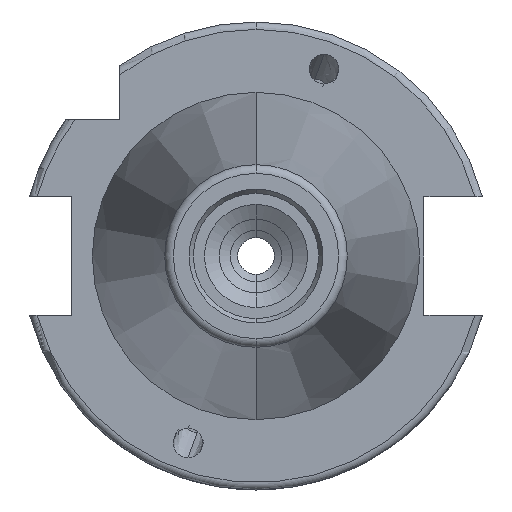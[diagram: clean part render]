
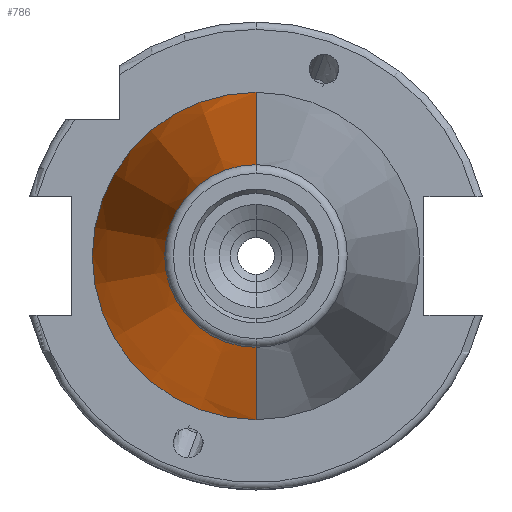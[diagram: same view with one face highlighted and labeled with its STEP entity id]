
A CAD part, left-side view. The second image highlights one B-rep face of the part: STEP entity #786.
In plain terms, the highlighted conical face has half-angle 8.297 degrees and reference radius 22.225 mm.
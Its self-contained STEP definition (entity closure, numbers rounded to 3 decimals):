
#75 = VERTEX_POINT ( 'NONE', #4486 ) ;
#327 = AXIS2_PLACEMENT_3D ( 'NONE', #434, #3289, #829 ) ;
#375 = CONICAL_SURFACE ( 'NONE', #4726, 22.225, 0.145 ) ;
#386 = CARTESIAN_POINT ( 'NONE',  ( 0., 0., 22.225 ) ) ;
#434 = CARTESIAN_POINT ( 'NONE',  ( 0., 0., 0. ) ) ;
#441 = ORIENTED_EDGE ( 'NONE', *, *, #493, .F. ) ;
#493 = EDGE_CURVE ( 'NONE', #3179, #2094, #3858, .T. ) ;
#507 = FACE_OUTER_BOUND ( 'NONE', #2692, .T. ) ;
#786 = ADVANCED_FACE ( 'NONE', ( #507 ), #375, .T. ) ;
#829 = DIRECTION ( 'NONE',  ( 0., 0., 1. ) ) ;
#974 = CIRCLE ( 'NONE', #327, 22.225 ) ;
#1007 = DIRECTION ( 'NONE',  ( -1., 0., 0. ) ) ;
#1072 = DIRECTION ( 'NONE',  ( 0., 0., -1. ) ) ;
#1479 = DIRECTION ( 'NONE',  ( 1., 0., 0. ) ) ;
#1619 = AXIS2_PLACEMENT_3D ( 'NONE', #3469, #1007, #3889 ) ;
#1910 = CARTESIAN_POINT ( 'NONE',  ( 0., 0., 0. ) ) ;
#1945 = CARTESIAN_POINT ( 'NONE',  ( 0., 0., -22.225 ) ) ;
#2094 = VERTEX_POINT ( 'NONE', #1945 ) ;
#2692 = EDGE_LOOP ( 'NONE', ( #3009, #4472, #3223, #441 ) ) ;
#2739 = EDGE_CURVE ( 'NONE', #75, #4509, #3944, .T. ) ;
#2884 = VECTOR ( 'NONE', #3122, 1000. ) ;
#2977 = CIRCLE ( 'NONE', #1619, 12.4 ) ;
#3009 = ORIENTED_EDGE ( 'NONE', *, *, #3256, .F. ) ;
#3122 = DIRECTION ( 'NONE',  ( 0.99, 0., -0.144 ) ) ;
#3179 = VERTEX_POINT ( 'NONE', #3396 ) ;
#3223 = ORIENTED_EDGE ( 'NONE', *, *, #3719, .T. ) ;
#3256 = EDGE_CURVE ( 'NONE', #75, #3179, #2977, .T. ) ;
#3289 = DIRECTION ( 'NONE',  ( -1., 0., 0. ) ) ;
#3396 = CARTESIAN_POINT ( 'NONE',  ( -67.373, 0., -12.4 ) ) ;
#3469 = CARTESIAN_POINT ( 'NONE',  ( -67.373, 0., 0. ) ) ;
#3719 = EDGE_CURVE ( 'NONE', #4509, #2094, #974, .T. ) ;
#3858 = LINE ( 'NONE', #4359, #2884 ) ;
#3889 = DIRECTION ( 'NONE',  ( 0., 0., 1. ) ) ;
#3944 = LINE ( 'NONE', #386, #4884 ) ;
#4013 = CARTESIAN_POINT ( 'NONE',  ( 0., 0., 22.225 ) ) ;
#4359 = CARTESIAN_POINT ( 'NONE',  ( 0., 0., -22.225 ) ) ;
#4472 = ORIENTED_EDGE ( 'NONE', *, *, #2739, .T. ) ;
#4481 = DIRECTION ( 'NONE',  ( 0.99, 0., 0.144 ) ) ;
#4486 = CARTESIAN_POINT ( 'NONE',  ( -67.373, 0., 12.4 ) ) ;
#4509 = VERTEX_POINT ( 'NONE', #4013 ) ;
#4726 = AXIS2_PLACEMENT_3D ( 'NONE', #1910, #1479, #1072 ) ;
#4884 = VECTOR ( 'NONE', #4481, 1000. ) ;
